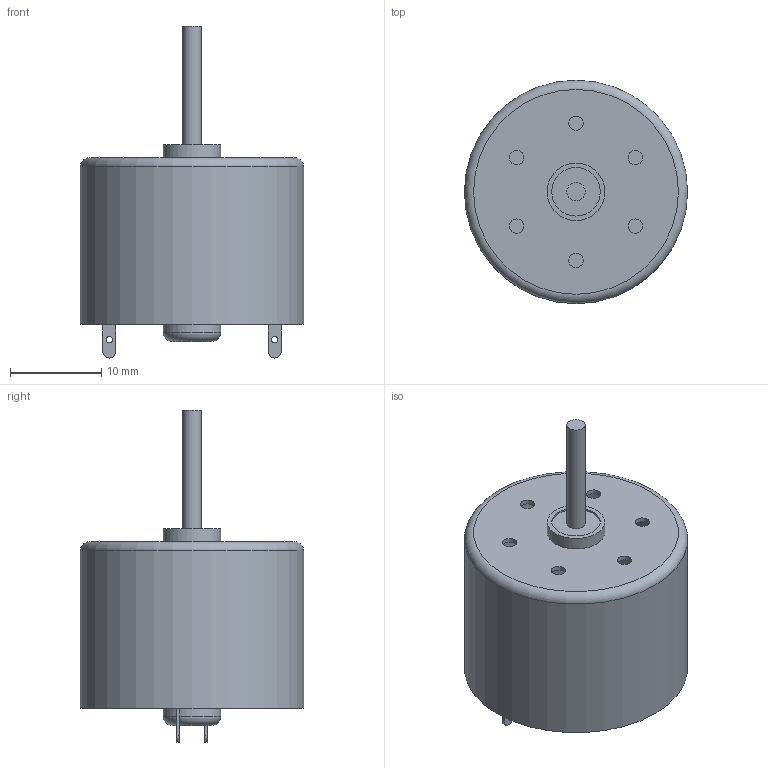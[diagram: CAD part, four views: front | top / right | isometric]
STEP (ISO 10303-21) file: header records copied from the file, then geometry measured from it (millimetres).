
FILE_DESCRIPTION( ( 'Unknown' ), '1' );
FILE_NAME( 'RF-310 Series.stp', 'Unknown', ( 'Unknown' ), ( 'Unknown' ), 'PSStep 17.0.49', 'Unknown', ' ' );
FILE_SCHEMA( ( 'AUTOMOTIVE_DESIGN { 1 0 10303 214 1 1 1 1 }' ) );
Length unit declared in the file: millimetre
Products named in the file (1): 1
Bounding box: 24.4 x 24.4 x 36.3 mm (x, y, z)
Volume: 2017.5 mm3; surface area: 4559.9 mm2
Topology: 1 solids, 1 shells, 47 faces, 109 edges, 75 vertices
Faces by surface type: plane 23, cylinder 22, torus 2
Full cylindrical faces by diameter (mm): 0.7 x2, 1.567 x6, 2 x2, 5.3 x1, 6.3 x2, 23.4 x1, 23.6 x1, 24.4 x1
Entity records: 1618 total; most frequent: DIRECTION 224, CARTESIAN_POINT 196, ORIENTED_EDGE 164, AXIS2_PLACEMENT_3D 94, EDGE_LOOP 92, EDGE_CURVE 82, VERTEX_POINT 66, FACE_OUTER_BOUND 65
